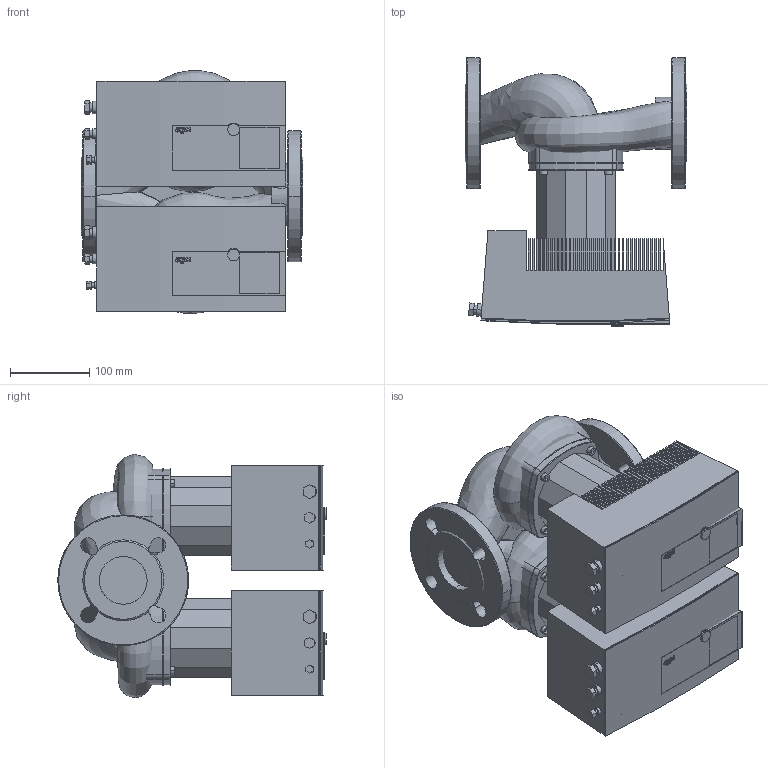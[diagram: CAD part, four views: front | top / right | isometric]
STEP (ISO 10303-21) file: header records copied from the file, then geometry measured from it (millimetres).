
FILE_DESCRIPTION((''),'2;1');
FILE_NAME('3d_Stratos-D50_1-12(DE)-2095517.stp','2017-09-28T12:38:59',(''),(''),'Mechanical Desktop 2009','Mechanical Desktop 2009',', , ');
FILE_SCHEMA(('CONFIG_CONTROL_DESIGN'));
Length unit declared in the file: millimetre
Products named in the file (1): Product
Bounding box: 280 x 338.5 x 306.88 mm (x, y, z)
Volume: 12090400.9 mm3; surface area: 1708533.9 mm2
Topology: 35 solids, 35 shells, 838 faces, 2290 edges, 1555 vertices
Faces by surface type: plane 548, bspline 147, cylinder 103, cone 36, torus 4
Full cylindrical faces by diameter (mm): 65.3 x1
Entity records: 39561 total; most frequent: CARTESIAN_POINT 18595, ORIENTED_EDGE 4574, DIRECTION 3839, EDGE_CURVE 2287, VECTOR 1783, LINE 1783, VERTEX_POINT 1553, AXIS2_PLACEMENT_3D 1028
